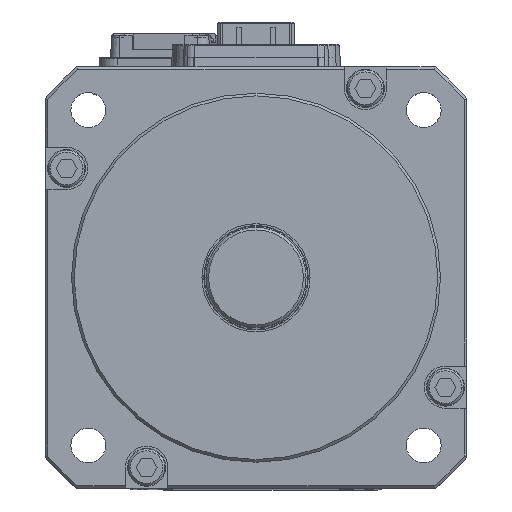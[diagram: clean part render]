
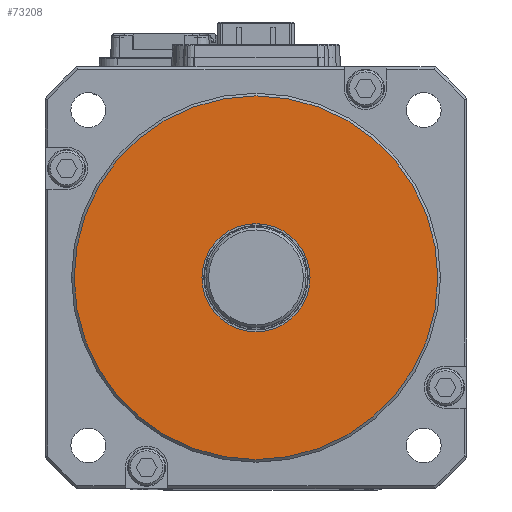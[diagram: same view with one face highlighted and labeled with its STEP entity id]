
A CAD part, top view. The second image highlights one B-rep face of the part: STEP entity #73208.
In plain terms, the highlighted planar face has unit normal (0, 0, 1).
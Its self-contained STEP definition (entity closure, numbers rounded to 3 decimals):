
#9346 = ORIENTED_EDGE ( 'NONE', *, *, #20380, .T. ) ;
#9356 = ORIENTED_EDGE ( 'NONE', *, *, #20360, .F. ) ;
#9392 = ORIENTED_EDGE ( 'NONE', *, *, #20167, .F. ) ;
#9408 = ORIENTED_EDGE ( 'NONE', *, *, #20187, .T. ) ;
#11680 = CARTESIAN_POINT ( 'NONE',  ( -10.25, 0., 68.5 ) ) ;
#11694 = CARTESIAN_POINT ( 'NONE',  ( -34.5, 0., 68.5 ) ) ;
#11711 = CARTESIAN_POINT ( 'NONE',  ( 10.25, 0., 68.5 ) ) ;
#11738 = CARTESIAN_POINT ( 'NONE',  ( 34.5, 0., 68.5 ) ) ;
#20167 = EDGE_CURVE ( 'NONE', #28745, #28754, #47441, .T. ) ;
#20187 = EDGE_CURVE ( 'NONE', #28767, #28687, #47519, .T. ) ;
#20360 = EDGE_CURVE ( 'NONE', #28754, #28745, #47752, .T. ) ;
#20380 = EDGE_CURVE ( 'NONE', #28687, #28767, #47774, .T. ) ;
#25948 = CARTESIAN_POINT ( 'NONE',  ( 0., 0., 68.5 ) ) ;
#25950 = DIRECTION ( 'NONE',  ( 1., 0., 0. ) ) ;
#25959 = DIRECTION ( 'NONE',  ( 0., 0., 1. ) ) ;
#26037 = CARTESIAN_POINT ( 'NONE',  ( 0., 0., 68.5 ) ) ;
#26044 = DIRECTION ( 'NONE',  ( 1., 0., 0. ) ) ;
#26045 = DIRECTION ( 'NONE',  ( 0., 0., 1. ) ) ;
#28687 = VERTEX_POINT ( 'NONE', #11694 ) ;
#28745 = VERTEX_POINT ( 'NONE', #11680 ) ;
#28754 = VERTEX_POINT ( 'NONE', #11711 ) ;
#28767 = VERTEX_POINT ( 'NONE', #11738 ) ;
#42442 = EDGE_LOOP ( 'NONE', ( #9392, #9356 ) ) ;
#42462 = EDGE_LOOP ( 'NONE', ( #9346, #9408 ) ) ;
#47412 = AXIS2_PLACEMENT_3D ( 'NONE', #82772, #82783, #82740 ) ;
#47441 = CIRCLE ( 'NONE', #47412, 10.25 ) ;
#47504 = AXIS2_PLACEMENT_3D ( 'NONE', #82925, #82952, #82929 ) ;
#47519 = CIRCLE ( 'NONE', #47504, 34.5 ) ;
#47739 = AXIS2_PLACEMENT_3D ( 'NONE', #25948, #25959, #25950 ) ;
#47752 = CIRCLE ( 'NONE', #47739, 10.25 ) ;
#47774 = CIRCLE ( 'NONE', #47777, 34.5 ) ;
#47777 = AXIS2_PLACEMENT_3D ( 'NONE', #26037, #26045, #26044 ) ;
#73208 = ADVANCED_FACE ( 'NONE', ( #85746, #85748 ), #85752, .T. ) ;
#80302 = AXIS2_PLACEMENT_3D ( 'NONE', #85753, #85739, #85757 ) ;
#82740 = DIRECTION ( 'NONE',  ( 1., 0., 0. ) ) ;
#82772 = CARTESIAN_POINT ( 'NONE',  ( 0., 0., 68.5 ) ) ;
#82783 = DIRECTION ( 'NONE',  ( 0., 0., 1. ) ) ;
#82925 = CARTESIAN_POINT ( 'NONE',  ( 0., 0., 68.5 ) ) ;
#82929 = DIRECTION ( 'NONE',  ( 1., 0., 0. ) ) ;
#82952 = DIRECTION ( 'NONE',  ( 0., 0., 1. ) ) ;
#85739 = DIRECTION ( 'NONE',  ( 0., 0., 1. ) ) ;
#85746 = FACE_OUTER_BOUND ( 'NONE', #42462, .T. ) ;
#85748 = FACE_BOUND ( 'NONE', #42442, .T. ) ;
#85752 = PLANE ( 'NONE',  #80302 ) ;
#85753 = CARTESIAN_POINT ( 'NONE',  ( 0., 0., 68.5 ) ) ;
#85757 = DIRECTION ( 'NONE',  ( 1., 0., 0. ) ) ;
